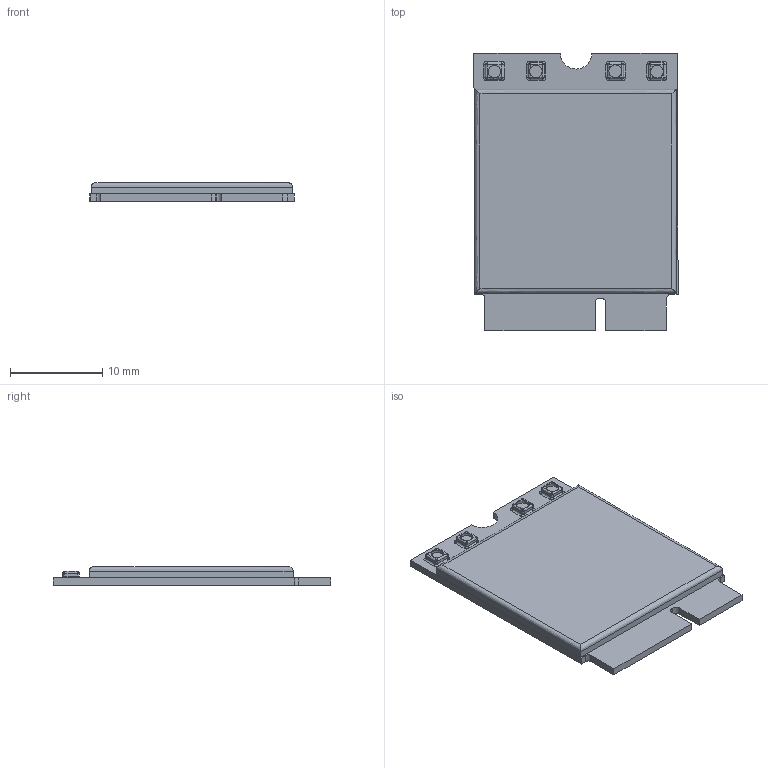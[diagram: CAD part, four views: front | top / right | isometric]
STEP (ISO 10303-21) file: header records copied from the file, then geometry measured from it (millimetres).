
FILE_DESCRIPTION(/* description */ ('STEP AP242','CAx-IF Rec.Pracs.---Representation and Presentation of Product Manufacturing Information (PMI)---4.0---2014-10-13','CAx-IF Rec.Pracs.---3D Tessellated Geometry---0.4---2014-09-14','2;1'),/* implementation_level */ '2;1');
FILE_NAME(/* name */ '66a3d2546891b26b499744af',/* time_stamp */ '2024-07-26T16:44:04Z',/* author */ (''),/* organization */ (''),/* preprocessor_version */ 'ST-DEVELOPER v20',/* originating_system */ ' ',/* authorisation */ ' ');
FILE_SCHEMA (('AP242_MANAGED_MODEL_BASED_3D_ENGINEERING_MIM_LF { 1 0 10303 442 1 1 4 }'));
Length unit declared in the file: metre
Products named in the file (1): Part 1
Bounding box: 22.11 x 30 x 2 mm (x, y, z)
Volume: 1092.4 mm3; surface area: 1482.4 mm2
Topology: 1 solids, 1 shells, 175 faces, 419 edges, 251 vertices
Faces by surface type: bspline 116, plane 50, cylinder 9
Full cylindrical faces by diameter (mm): 1.339 x1, 1.348 x1, 1.38 x1, 1.4 x1
Entity records: 8676 total; most frequent: CARTESIAN_POINT 4507, ORIENTED_EDGE 822, EDGE_CURVE 411, B_SPLINE_CURVE_WITH_KNOTS 329, VERTEX_POINT 247, DIRECTION 232, EDGE_LOOP 184, FACE_BOUND 184
